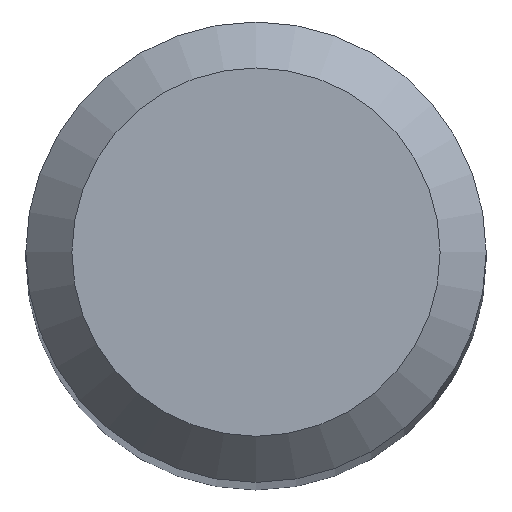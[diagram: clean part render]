
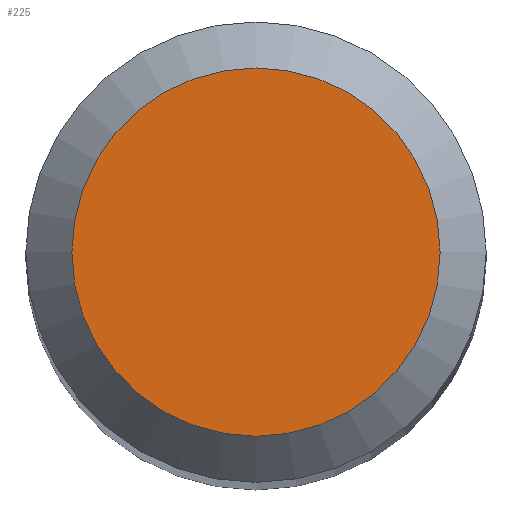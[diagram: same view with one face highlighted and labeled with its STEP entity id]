
A CAD part, top view. The second image highlights one B-rep face of the part: STEP entity #225.
In plain terms, the highlighted planar face has unit normal (0, 0, 1).
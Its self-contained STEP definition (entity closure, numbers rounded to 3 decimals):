
#19 = ORIENTED_EDGE ( 'NONE', *, *, #91, .F. ) ;
#50 = DIRECTION ( 'NONE',  ( 0., 1., 0. ) ) ;
#53 = DIRECTION ( 'NONE',  ( 0., 0., -1. ) ) ;
#67 = EDGE_LOOP ( 'NONE', ( #19 ) ) ;
#72 = DIRECTION ( 'NONE',  ( 0., 0., -1. ) ) ;
#91 = EDGE_CURVE ( 'NONE', #171, #171, #229, .T. ) ;
#150 = AXIS2_PLACEMENT_3D ( 'NONE', #235, #72, #212 ) ;
#171 = VERTEX_POINT ( 'NONE', #174 ) ;
#174 = CARTESIAN_POINT ( 'NONE',  ( 0., 1.2, 50. ) ) ;
#175 = AXIS2_PLACEMENT_3D ( 'NONE', #258, #53, #50 ) ;
#193 = PLANE ( 'NONE',  #175 ) ;
#212 = DIRECTION ( 'NONE',  ( 0., 1., 0. ) ) ;
#225 = ADVANCED_FACE ( 'NONE', ( #256 ), #193, .F. ) ;
#229 = CIRCLE ( 'NONE', #150, 1.2 ) ;
#235 = CARTESIAN_POINT ( 'NONE',  ( 0., 0., 50. ) ) ;
#256 = FACE_OUTER_BOUND ( 'NONE', #67, .T. ) ;
#258 = CARTESIAN_POINT ( 'NONE',  ( 0., 0., 50. ) ) ;
